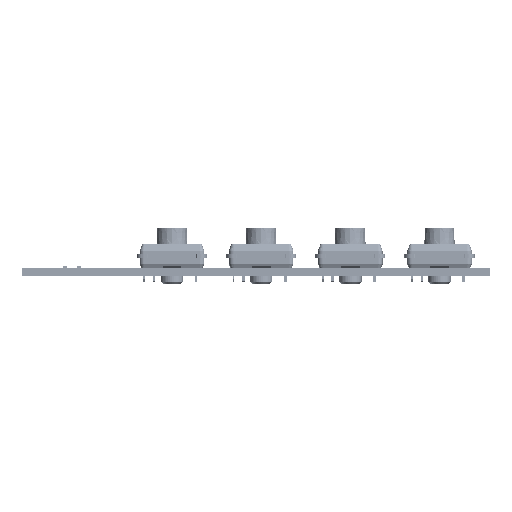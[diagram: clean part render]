
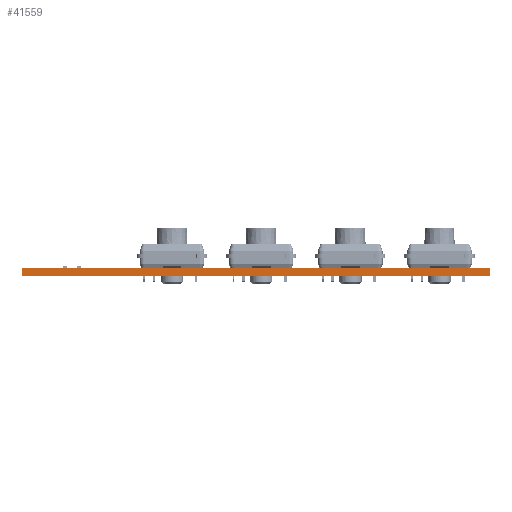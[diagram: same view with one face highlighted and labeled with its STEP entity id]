
A CAD part, left-side view. The second image highlights one B-rep face of the part: STEP entity #41559.
In plain terms, the highlighted planar face has unit normal (-1, 0, 0).
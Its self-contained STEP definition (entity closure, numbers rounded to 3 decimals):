
#16435 = PLANE('',#16436);
#16436 = AXIS2_PLACEMENT_3D('',#16437,#16438,#16439);
#16437 = CARTESIAN_POINT('',(-135.,50.,0.));
#16438 = DIRECTION('',(0.,1.,0.));
#16439 = DIRECTION('',(1.,0.,0.));
#16463 = PLANE('',#16464);
#16464 = AXIS2_PLACEMENT_3D('',#16465,#16466,#16467);
#16465 = CARTESIAN_POINT('',(0.,0.,1.6));
#16466 = DIRECTION('',(0.,0.,-1.));
#16467 = DIRECTION('',(-1.,0.,0.));
#16491 = PLANE('',#16492);
#16492 = AXIS2_PLACEMENT_3D('',#16493,#16494,#16495);
#16493 = CARTESIAN_POINT('',(135.,-50.,0.));
#16494 = DIRECTION('',(0.,-1.,0.));
#16495 = DIRECTION('',(-1.,0.,0.));
#16517 = PLANE('',#16518);
#16518 = AXIS2_PLACEMENT_3D('',#16519,#16520,#16521);
#16519 = CARTESIAN_POINT('',(0.,0.,0.));
#16520 = DIRECTION('',(0.,0.,-1.));
#16521 = DIRECTION('',(-1.,0.,0.));
#16532 = EDGE_CURVE('',#16533,#16535,#16537,.T.);
#16533 = VERTEX_POINT('',#16534);
#16534 = CARTESIAN_POINT('',(-135.,50.,0.));
#16535 = VERTEX_POINT('',#16536);
#16536 = CARTESIAN_POINT('',(-135.,50.,1.6));
#16537 = SURFACE_CURVE('',#16538,(#16542,#16549),.PCURVE_S1.);
#16538 = LINE('',#16539,#16540);
#16539 = CARTESIAN_POINT('',(-135.,50.,0.));
#16540 = VECTOR('',#16541,1.);
#16541 = DIRECTION('',(0.,0.,1.));
#16542 = PCURVE('',#16435,#16543);
#16543 = DEFINITIONAL_REPRESENTATION('',(#16544),#16548);
#16544 = LINE('',#16545,#16546);
#16545 = CARTESIAN_POINT('',(0.,0.));
#16546 = VECTOR('',#16547,1.);
#16547 = DIRECTION('',(0.,-1.));
#16548 = ( GEOMETRIC_REPRESENTATION_CONTEXT(2) 
PARAMETRIC_REPRESENTATION_CONTEXT() REPRESENTATION_CONTEXT('2D SPACE',''
  ) );
#16549 = PCURVE('',#16550,#16555);
#16550 = PLANE('',#16551);
#16551 = AXIS2_PLACEMENT_3D('',#16552,#16553,#16554);
#16552 = CARTESIAN_POINT('',(-135.,-50.,0.));
#16553 = DIRECTION('',(-1.,0.,0.));
#16554 = DIRECTION('',(0.,1.,0.));
#16555 = DEFINITIONAL_REPRESENTATION('',(#16556),#16560);
#16556 = LINE('',#16557,#16558);
#16557 = CARTESIAN_POINT('',(100.,0.));
#16558 = VECTOR('',#16559,1.);
#16559 = DIRECTION('',(0.,-1.));
#16560 = ( GEOMETRIC_REPRESENTATION_CONTEXT(2) 
PARAMETRIC_REPRESENTATION_CONTEXT() REPRESENTATION_CONTEXT('2D SPACE',''
  ) );
#16610 = VERTEX_POINT('',#16611);
#16611 = CARTESIAN_POINT('',(-135.,-50.,1.6));
#16632 = EDGE_CURVE('',#16633,#16610,#16635,.T.);
#16633 = VERTEX_POINT('',#16634);
#16634 = CARTESIAN_POINT('',(-135.,-50.,0.));
#16635 = SURFACE_CURVE('',#16636,(#16640,#16647),.PCURVE_S1.);
#16636 = LINE('',#16637,#16638);
#16637 = CARTESIAN_POINT('',(-135.,-50.,0.));
#16638 = VECTOR('',#16639,1.);
#16639 = DIRECTION('',(0.,0.,1.));
#16640 = PCURVE('',#16491,#16641);
#16641 = DEFINITIONAL_REPRESENTATION('',(#16642),#16646);
#16642 = LINE('',#16643,#16644);
#16643 = CARTESIAN_POINT('',(270.,0.));
#16644 = VECTOR('',#16645,1.);
#16645 = DIRECTION('',(0.,-1.));
#16646 = ( GEOMETRIC_REPRESENTATION_CONTEXT(2) 
PARAMETRIC_REPRESENTATION_CONTEXT() REPRESENTATION_CONTEXT('2D SPACE',''
  ) );
#16647 = PCURVE('',#16550,#16648);
#16648 = DEFINITIONAL_REPRESENTATION('',(#16649),#16653);
#16649 = LINE('',#16650,#16651);
#16650 = CARTESIAN_POINT('',(0.,0.));
#16651 = VECTOR('',#16652,1.);
#16652 = DIRECTION('',(0.,-1.));
#16653 = ( GEOMETRIC_REPRESENTATION_CONTEXT(2) 
PARAMETRIC_REPRESENTATION_CONTEXT() REPRESENTATION_CONTEXT('2D SPACE',''
  ) );
#16681 = EDGE_CURVE('',#16633,#16533,#16682,.T.);
#16682 = SURFACE_CURVE('',#16683,(#16687,#16694),.PCURVE_S1.);
#16683 = LINE('',#16684,#16685);
#16684 = CARTESIAN_POINT('',(-135.,-50.,0.));
#16685 = VECTOR('',#16686,1.);
#16686 = DIRECTION('',(0.,1.,0.));
#16687 = PCURVE('',#16517,#16688);
#16688 = DEFINITIONAL_REPRESENTATION('',(#16689),#16693);
#16689 = LINE('',#16690,#16691);
#16690 = CARTESIAN_POINT('',(135.,-50.));
#16691 = VECTOR('',#16692,1.);
#16692 = DIRECTION('',(0.,1.));
#16693 = ( GEOMETRIC_REPRESENTATION_CONTEXT(2) 
PARAMETRIC_REPRESENTATION_CONTEXT() REPRESENTATION_CONTEXT('2D SPACE',''
  ) );
#16694 = PCURVE('',#16550,#16695);
#16695 = DEFINITIONAL_REPRESENTATION('',(#16696),#16700);
#16696 = LINE('',#16697,#16698);
#16697 = CARTESIAN_POINT('',(0.,0.));
#16698 = VECTOR('',#16699,1.);
#16699 = DIRECTION('',(1.,0.));
#16700 = ( GEOMETRIC_REPRESENTATION_CONTEXT(2) 
PARAMETRIC_REPRESENTATION_CONTEXT() REPRESENTATION_CONTEXT('2D SPACE',''
  ) );
#30078 = EDGE_CURVE('',#16610,#16535,#30079,.T.);
#30079 = SURFACE_CURVE('',#30080,(#30084,#30091),.PCURVE_S1.);
#30080 = LINE('',#30081,#30082);
#30081 = CARTESIAN_POINT('',(-135.,-50.,1.6));
#30082 = VECTOR('',#30083,1.);
#30083 = DIRECTION('',(0.,1.,0.));
#30084 = PCURVE('',#16463,#30085);
#30085 = DEFINITIONAL_REPRESENTATION('',(#30086),#30090);
#30086 = LINE('',#30087,#30088);
#30087 = CARTESIAN_POINT('',(135.,-50.));
#30088 = VECTOR('',#30089,1.);
#30089 = DIRECTION('',(0.,1.));
#30090 = ( GEOMETRIC_REPRESENTATION_CONTEXT(2) 
PARAMETRIC_REPRESENTATION_CONTEXT() REPRESENTATION_CONTEXT('2D SPACE',''
  ) );
#30091 = PCURVE('',#16550,#30092);
#30092 = DEFINITIONAL_REPRESENTATION('',(#30093),#30097);
#30093 = LINE('',#30094,#30095);
#30094 = CARTESIAN_POINT('',(0.,-1.6));
#30095 = VECTOR('',#30096,1.);
#30096 = DIRECTION('',(1.,0.));
#30097 = ( GEOMETRIC_REPRESENTATION_CONTEXT(2) 
PARAMETRIC_REPRESENTATION_CONTEXT() REPRESENTATION_CONTEXT('2D SPACE',''
  ) );
#41559 = ADVANCED_FACE('',(#41560),#16550,.T.);
#41560 = FACE_BOUND('',#41561,.T.);
#41561 = EDGE_LOOP('',(#41562,#41563,#41564,#41565));
#41562 = ORIENTED_EDGE('',*,*,#16632,.T.);
#41563 = ORIENTED_EDGE('',*,*,#30078,.T.);
#41564 = ORIENTED_EDGE('',*,*,#16532,.F.);
#41565 = ORIENTED_EDGE('',*,*,#16681,.F.);
